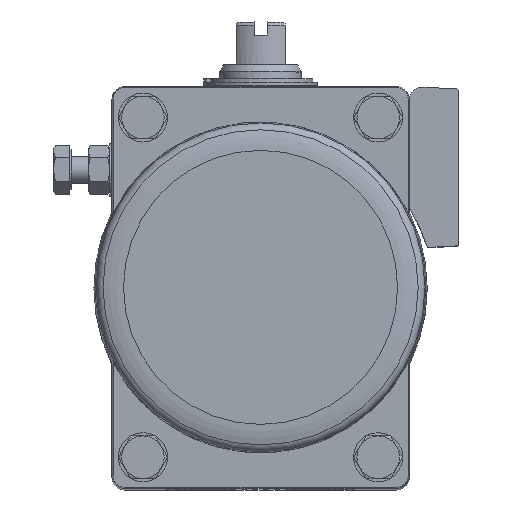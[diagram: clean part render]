
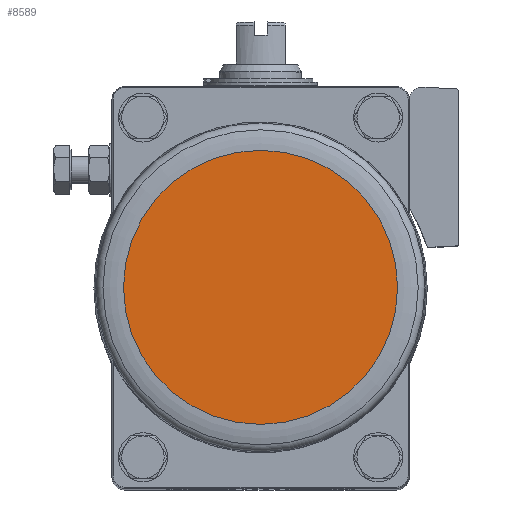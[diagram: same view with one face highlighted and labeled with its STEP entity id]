
A CAD part, top view. The second image highlights one B-rep face of the part: STEP entity #8589.
In plain terms, the highlighted planar face has unit normal (0, 0, 1).
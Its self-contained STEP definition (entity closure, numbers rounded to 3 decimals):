
#3020=ORIENTED_EDGE('',*,*,#4664,.T.);
#4664=EDGE_CURVE('',#5623,#5623,#6180,.T.);
#5623=VERTEX_POINT('',#14428);
#6180=CIRCLE('',#9506,41.95);
#6843=EDGE_LOOP('',(#3020));
#7645=FACE_BOUND('',#6843,.T.);
#8123=PLANE('',#9507);
#8589=ADVANCED_FACE('',(#7645),#8123,.F.);
#9506=AXIS2_PLACEMENT_3D('',#14427,#11508,#11509);
#9507=AXIS2_PLACEMENT_3D('',#14429,#11510,#11511);
#11508=DIRECTION('',(0.,0.,1.));
#11509=DIRECTION('',(1.,0.,0.));
#11510=DIRECTION('',(0.,0.,-1.));
#11511=DIRECTION('',(-1.,0.,0.));
#14427=CARTESIAN_POINT('',(0.,0.,163.4));
#14428=CARTESIAN_POINT('',(41.95,0.,163.4));
#14429=CARTESIAN_POINT('',(41.95,0.,163.4));
